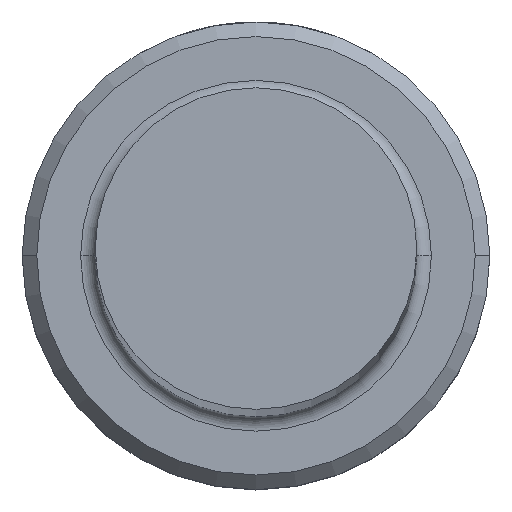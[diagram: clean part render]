
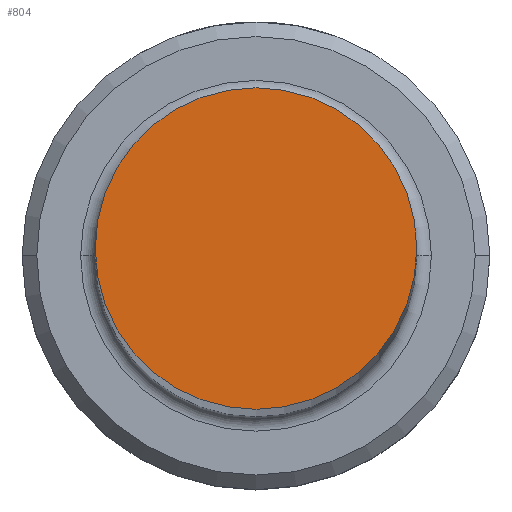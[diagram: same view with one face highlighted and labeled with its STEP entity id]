
A CAD part, top view. The second image highlights one B-rep face of the part: STEP entity #804.
In plain terms, the highlighted planar face has unit normal (0, 0, 1).
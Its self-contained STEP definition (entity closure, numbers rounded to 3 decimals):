
#31 = DIRECTION ( 'NONE',  ( 0., 0., 1. ) ) ;
#66 = AXIS2_PLACEMENT_3D ( 'NONE', #224, #886, #321 ) ;
#92 = CIRCLE ( 'NONE', #1022, 5.5 ) ;
#224 = CARTESIAN_POINT ( 'NONE',  ( 0., 0., 150. ) ) ;
#275 = ORIENTED_EDGE ( 'NONE', *, *, #545, .T. ) ;
#321 = DIRECTION ( 'NONE',  ( 1., 0., 0. ) ) ;
#406 = DIRECTION ( 'NONE',  ( 0., 0., 1. ) ) ;
#461 = VERTEX_POINT ( 'NONE', #664 ) ;
#524 = VERTEX_POINT ( 'NONE', #1118 ) ;
#545 = EDGE_CURVE ( 'NONE', #524, #461, #92, .T. ) ;
#547 = CIRCLE ( 'NONE', #66, 5.5 ) ;
#580 = FACE_OUTER_BOUND ( 'NONE', #887, .T. ) ;
#605 = EDGE_CURVE ( 'NONE', #461, #524, #547, .T. ) ;
#652 = AXIS2_PLACEMENT_3D ( 'NONE', #970, #31, #698 ) ;
#664 = CARTESIAN_POINT ( 'NONE',  ( 5.5, 0., 150. ) ) ;
#698 = DIRECTION ( 'NONE',  ( 1., 0., 0. ) ) ;
#804 = ADVANCED_FACE ( 'NONE', ( #580 ), #1138, .T. ) ;
#886 = DIRECTION ( 'NONE',  ( 0., 0., 1. ) ) ;
#887 = EDGE_LOOP ( 'NONE', ( #275, #1192 ) ) ;
#970 = CARTESIAN_POINT ( 'NONE',  ( 0., 0., 150. ) ) ;
#973 = CARTESIAN_POINT ( 'NONE',  ( 0., 0., 150. ) ) ;
#1022 = AXIS2_PLACEMENT_3D ( 'NONE', #973, #406, #1053 ) ;
#1053 = DIRECTION ( 'NONE',  ( 1., 0., 0. ) ) ;
#1118 = CARTESIAN_POINT ( 'NONE',  ( -5.5, 0., 150. ) ) ;
#1138 = PLANE ( 'NONE',  #652 ) ;
#1192 = ORIENTED_EDGE ( 'NONE', *, *, #605, .T. ) ;
